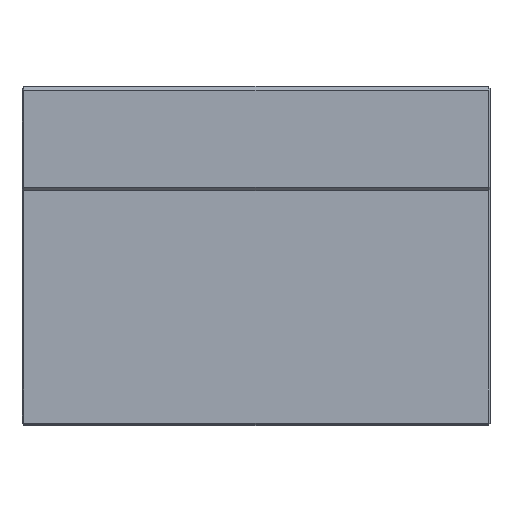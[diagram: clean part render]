
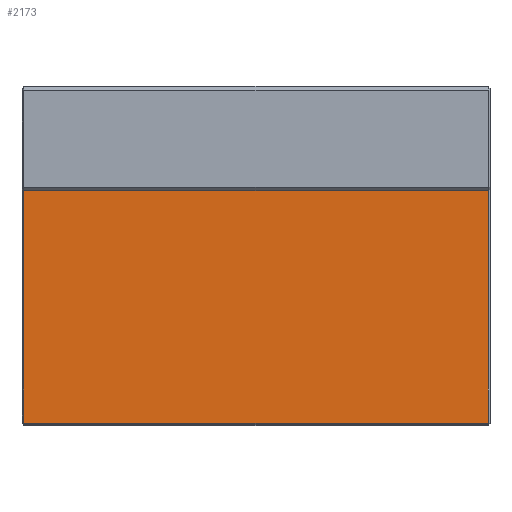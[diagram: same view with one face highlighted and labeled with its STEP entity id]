
A CAD part, top view. The second image highlights one B-rep face of the part: STEP entity #2173.
In plain terms, the highlighted planar face has unit normal (0, 0, 1).
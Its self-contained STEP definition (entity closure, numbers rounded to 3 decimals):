
#48 = EDGE_CURVE ( 'NONE', #885, #791, #649, .T. ) ;
#57 = EDGE_CURVE ( 'NONE', #824, #885, #621, .T. ) ;
#58 = EDGE_CURVE ( 'NONE', #824, #794, #619, .T. ) ;
#59 = EDGE_CURVE ( 'NONE', #791, #794, #632, .T. ) ;
#295 = CARTESIAN_POINT ( 'NONE',  ( -32.5, -20., 29.5 ) ) ;
#302 = PLANE ( 'NONE',  #2076 ) ;
#307 = DIRECTION ( 'NONE',  ( 0., 0., 1. ) ) ;
#308 = DIRECTION ( 'NONE',  ( 1., 0., 0. ) ) ;
#509 = DIRECTION ( 'NONE',  ( 1., 0., 0. ) ) ;
#510 = CARTESIAN_POINT ( 'NONE',  ( -32.5, 12.5, 29.5 ) ) ;
#512 = DIRECTION ( 'NONE',  ( 0., -1., 0. ) ) ;
#513 = CARTESIAN_POINT ( 'NONE',  ( -32.25, -20., 29.5 ) ) ;
#537 = CARTESIAN_POINT ( 'NONE',  ( 32.25, 12.5, 29.5 ) ) ;
#542 = DIRECTION ( 'NONE',  ( 1., 0., 0. ) ) ;
#573 = CARTESIAN_POINT ( 'NONE',  ( -32.5, -19.75, 29.5 ) ) ;
#617 = VECTOR ( 'NONE', #1334, 1000. ) ;
#618 = VECTOR ( 'NONE', #509, 1000. ) ;
#619 = LINE ( 'NONE', #510, #618 ) ;
#620 = VECTOR ( 'NONE', #512, 1000. ) ;
#621 = LINE ( 'NONE', #513, #620 ) ;
#632 = LINE ( 'NONE', #537, #617 ) ;
#641 = VECTOR ( 'NONE', #542, 1000. ) ;
#649 = LINE ( 'NONE', #573, #641 ) ;
#791 = VERTEX_POINT ( 'NONE', #1305 ) ;
#794 = VERTEX_POINT ( 'NONE', #1437 ) ;
#824 = VERTEX_POINT ( 'NONE', #1242 ) ;
#885 = VERTEX_POINT ( 'NONE', #1253 ) ;
#1074 = ORIENTED_EDGE ( 'NONE', *, *, #57, .T. ) ;
#1076 = ORIENTED_EDGE ( 'NONE', *, *, #58, .F. ) ;
#1180 = ORIENTED_EDGE ( 'NONE', *, *, #48, .T. ) ;
#1184 = ORIENTED_EDGE ( 'NONE', *, *, #59, .T. ) ;
#1242 = CARTESIAN_POINT ( 'NONE',  ( -32.25, 12.5, 29.5 ) ) ;
#1253 = CARTESIAN_POINT ( 'NONE',  ( -32.25, -19.75, 29.5 ) ) ;
#1305 = CARTESIAN_POINT ( 'NONE',  ( 32.25, -19.75, 29.5 ) ) ;
#1334 = DIRECTION ( 'NONE',  ( 0., 1., 0. ) ) ;
#1437 = CARTESIAN_POINT ( 'NONE',  ( 32.25, 12.5, 29.5 ) ) ;
#1550 = EDGE_LOOP ( 'NONE', ( #1076, #1074, #1180, #1184 ) ) ;
#1861 = FACE_OUTER_BOUND ( 'NONE', #1550, .T. ) ;
#2076 = AXIS2_PLACEMENT_3D ( 'NONE', #295, #307, #308 ) ;
#2173 = ADVANCED_FACE ( 'NONE', ( #1861 ), #302, .T. ) ;
